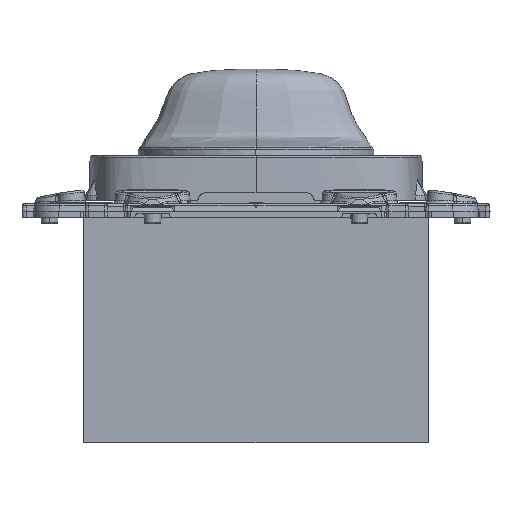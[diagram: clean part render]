
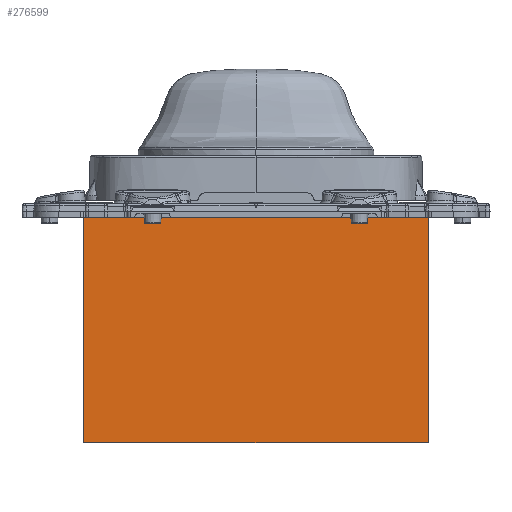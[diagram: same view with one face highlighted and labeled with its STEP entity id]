
A CAD part, left-side view. The second image highlights one B-rep face of the part: STEP entity #276599.
In plain terms, the highlighted planar face has unit normal (-1, 0, 0).
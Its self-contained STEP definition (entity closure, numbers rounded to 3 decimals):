
#276577=AXIS2_PLACEMENT_3D('Plane Axis2P3D',#276574,#276575,#276576) ;
#9877=CARTESIAN_POINT('Vertex',(-27.5,9.38,0.)) ;
#9898=CARTESIAN_POINT('Vertex',(-27.5,4.117,0.)) ;
#12027=CARTESIAN_POINT('Vertex',(-27.5,27.5,0.)) ;
#12030=CARTESIAN_POINT('Line Origine',(-27.5,18.44,0.)) ;
#12035=CARTESIAN_POINT('Line Origine',(-27.5,-11.692,0.)) ;
#12039=CARTESIAN_POINT('Vertex',(-27.5,-27.5,0.)) ;
#139787=CARTESIAN_POINT('Line Origine',(-27.5,6.749,0.)) ;
#276547=CARTESIAN_POINT('Vertex',(-27.5,27.5,-36.)) ;
#276550=CARTESIAN_POINT('Line Origine',(-27.5,27.5,-18.)) ;
#276574=CARTESIAN_POINT('Axis2P3D Location',(-27.5,-27.5,0.)) ;
#276579=CARTESIAN_POINT('Line Origine',(-27.5,0.,-36.)) ;
#276583=CARTESIAN_POINT('Vertex',(-27.5,-27.5,-36.)) ;
#276586=CARTESIAN_POINT('Line Origine',(-27.5,-27.5,-18.)) ;
#12031=DIRECTION('Vector Direction',(0.,1.,0.)) ;
#12036=DIRECTION('Vector Direction',(0.,1.,0.)) ;
#139788=DIRECTION('Vector Direction',(0.,1.,0.)) ;
#276551=DIRECTION('Vector Direction',(0.,0.,-1.)) ;
#276575=DIRECTION('Axis2P3D Direction',(-1.,0.,0.)) ;
#276576=DIRECTION('Axis2P3D XDirection',(0.,1.,0.)) ;
#276580=DIRECTION('Vector Direction',(0.,1.,0.)) ;
#276587=DIRECTION('Vector Direction',(0.,0.,-1.)) ;
#12032=VECTOR('Line Direction',#12031,1.) ;
#12037=VECTOR('Line Direction',#12036,1.) ;
#139789=VECTOR('Line Direction',#139788,1.) ;
#276552=VECTOR('Line Direction',#276551,1.) ;
#276581=VECTOR('Line Direction',#276580,1.) ;
#276588=VECTOR('Line Direction',#276587,1.) ;
#276592=ORIENTED_EDGE('',*,*,#276585,.T.) ;
#276593=ORIENTED_EDGE('',*,*,#276590,.F.) ;
#276594=ORIENTED_EDGE('',*,*,#12041,.F.) ;
#276595=ORIENTED_EDGE('',*,*,#139791,.F.) ;
#276596=ORIENTED_EDGE('',*,*,#12034,.F.) ;
#276597=ORIENTED_EDGE('',*,*,#276554,.T.) ;
#276599=ADVANCED_FACE('PartBody',(#276598),#276578,.T.) ;
#12034=EDGE_CURVE('',#12028,#9878,#12033,.F.) ;
#12041=EDGE_CURVE('',#9899,#12040,#12038,.F.) ;
#139791=EDGE_CURVE('',#9878,#9899,#139790,.F.) ;
#276554=EDGE_CURVE('',#12028,#276548,#276553,.T.) ;
#276585=EDGE_CURVE('',#276548,#276584,#276582,.F.) ;
#276590=EDGE_CURVE('',#12040,#276584,#276589,.T.) ;
#276591=EDGE_LOOP('',(#276592,#276593,#276594,#276595,#276596,#276597)) ;
#276598=FACE_OUTER_BOUND('',#276591,.T.) ;
#12033=LINE('Line',#12030,#12032) ;
#12038=LINE('Line',#12035,#12037) ;
#139790=LINE('Line',#139787,#139789) ;
#276553=LINE('Line',#276550,#276552) ;
#276582=LINE('Line',#276579,#276581) ;
#276589=LINE('Line',#276586,#276588) ;
#276578=PLANE('',#276577) ;
#9878=VERTEX_POINT('',#9877) ;
#9899=VERTEX_POINT('',#9898) ;
#12028=VERTEX_POINT('',#12027) ;
#12040=VERTEX_POINT('',#12039) ;
#276548=VERTEX_POINT('',#276547) ;
#276584=VERTEX_POINT('',#276583) ;
